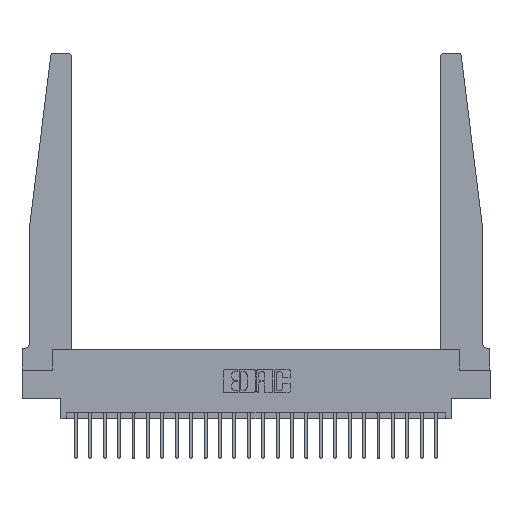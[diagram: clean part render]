
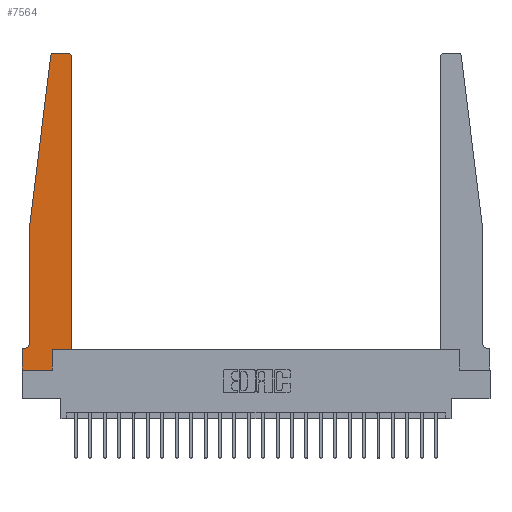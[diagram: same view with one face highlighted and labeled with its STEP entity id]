
A CAD part, top view. The second image highlights one B-rep face of the part: STEP entity #7564.
In plain terms, the highlighted planar face has unit normal (0, 0, 1).
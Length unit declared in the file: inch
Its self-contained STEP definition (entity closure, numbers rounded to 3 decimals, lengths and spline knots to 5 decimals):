
#66 = ORIENTED_EDGE ( 'NONE', *, *, #897, .T. ) ;
#517 = CARTESIAN_POINT ( 'NONE',  ( 0.2605, 0., 0.37 ) ) ;
#683 = CARTESIAN_POINT ( 'NONE',  ( 0.065, 0.1875, 0.37 ) ) ;
#713 = DIRECTION ( 'NONE',  ( 0., 0., 1. ) ) ;
#751 = DIRECTION ( 'NONE',  ( 1., 0., 0. ) ) ;
#869 = LINE ( 'NONE', #17704, #2394 ) ;
#875 = DIRECTION ( 'NONE',  ( -1., 0., 0. ) ) ;
#897 = EDGE_CURVE ( 'NONE', #16402, #7325, #19272, .T. ) ;
#1364 = VECTOR ( 'NONE', #21107, 39.37008 ) ;
#1674 = VECTOR ( 'NONE', #9284, 39.37008 ) ;
#1968 = CARTESIAN_POINT ( 'NONE',  ( 0., 0., 0.37 ) ) ;
#1983 = ORIENTED_EDGE ( 'NONE', *, *, #24067, .T. ) ;
#2394 = VECTOR ( 'NONE', #10394, 39.37008 ) ;
#2684 = CARTESIAN_POINT ( 'NONE',  ( 0., 0.1875, 0.37 ) ) ;
#3107 = CIRCLE ( 'NONE', #14582, 0.03 ) ;
#3385 = VERTEX_POINT ( 'NONE', #12943 ) ;
#3749 = CARTESIAN_POINT ( 'NONE',  ( 0.24675, 2.72367, 0.37 ) ) ;
#3999 = CIRCLE ( 'NONE', #10342, 0.03 ) ;
#4395 = CARTESIAN_POINT ( 'NONE',  ( 0., 0., 0.37 ) ) ;
#4444 = LINE ( 'NONE', #23560, #10558 ) ;
#4613 = DIRECTION ( 'NONE',  ( 1., 0., 0. ) ) ;
#4730 = ORIENTED_EDGE ( 'NONE', *, *, #15024, .T. ) ;
#5536 = LINE ( 'NONE', #16448, #22776 ) ;
#5789 = VECTOR ( 'NONE', #21007, 39.37008 ) ;
#6293 = CARTESIAN_POINT ( 'NONE',  ( 0.425, 0.18, 0.37 ) ) ;
#6358 = LINE ( 'NONE', #683, #21395 ) ;
#6385 = FACE_OUTER_BOUND ( 'NONE', #20607, .T. ) ;
#6551 = LINE ( 'NONE', #14483, #9182 ) ;
#6579 = DIRECTION ( 'NONE',  ( 0., 0., 1. ) ) ;
#7306 = EDGE_CURVE ( 'NONE', #7325, #16051, #5536, .T. ) ;
#7325 = VERTEX_POINT ( 'NONE', #1968 ) ;
#7349 = VERTEX_POINT ( 'NONE', #20402 ) ;
#7564 = ADVANCED_FACE ( 'NONE', ( #6385 ), #15811, .T. ) ;
#8172 = DIRECTION ( 'NONE',  ( 0., 0., -1. ) ) ;
#8334 = ORIENTED_EDGE ( 'NONE', *, *, #9481, .T. ) ;
#8340 = CARTESIAN_POINT ( 'NONE',  ( 0.27653, 2.72, 0.37 ) ) ;
#8824 = CARTESIAN_POINT ( 'NONE',  ( 0.395, 2.72, 0.37 ) ) ;
#9180 = CARTESIAN_POINT ( 'NONE',  ( 0.065, 0.2375, 0.37 ) ) ;
#9182 = VECTOR ( 'NONE', #14597, 39.37008 ) ;
#9284 = DIRECTION ( 'NONE',  ( -0.122, -0.992, 0. ) ) ;
#9297 = ORIENTED_EDGE ( 'NONE', *, *, #21549, .T. ) ;
#9481 = EDGE_CURVE ( 'NONE', #16051, #7349, #20984, .T. ) ;
#10342 = AXIS2_PLACEMENT_3D ( 'NONE', #8824, #6579, #16366 ) ;
#10371 = VERTEX_POINT ( 'NONE', #6293 ) ;
#10394 = DIRECTION ( 'NONE',  ( 0., -1., 0. ) ) ;
#10558 = VECTOR ( 'NONE', #751, 39.37008 ) ;
#10658 = ORIENTED_EDGE ( 'NONE', *, *, #22162, .T. ) ;
#10897 = EDGE_CURVE ( 'NONE', #3385, #16536, #13050, .T. ) ;
#11334 = CARTESIAN_POINT ( 'NONE',  ( 0.2605, 0.18, 0.37 ) ) ;
#11443 = VERTEX_POINT ( 'NONE', #12011 ) ;
#11752 = VERTEX_POINT ( 'NONE', #9180 ) ;
#12011 = CARTESIAN_POINT ( 'NONE',  ( 0.425, 2.72, 0.37 ) ) ;
#12074 = DIRECTION ( 'NONE',  ( -1., 0., 0. ) ) ;
#12560 = CARTESIAN_POINT ( 'NONE',  ( 0.25, 2.75, 0.37 ) ) ;
#12625 = CARTESIAN_POINT ( 'NONE',  ( 0.065, 1.25, 0.37 ) ) ;
#12943 = CARTESIAN_POINT ( 'NONE',  ( 0.395, 2.75, 0.37 ) ) ;
#13050 = LINE ( 'NONE', #12560, #15581 ) ;
#14046 = DIRECTION ( 'NONE',  ( 0., 0., 1. ) ) ;
#14483 = CARTESIAN_POINT ( 'NONE',  ( 0.425, 0.18, 0.37 ) ) ;
#14582 = AXIS2_PLACEMENT_3D ( 'NONE', #8340, #14046, #4613 ) ;
#14597 = DIRECTION ( 'NONE',  ( 0., 1., 0. ) ) ;
#14945 = EDGE_CURVE ( 'NONE', #11752, #20063, #18074, .T. ) ;
#15024 = EDGE_CURVE ( 'NONE', #7349, #10371, #4444, .T. ) ;
#15049 = CARTESIAN_POINT ( 'NONE',  ( 0.015, 0.1875, 0.37 ) ) ;
#15091 = CARTESIAN_POINT ( 'NONE',  ( 0.065, 1.25, 0.37 ) ) ;
#15581 = VECTOR ( 'NONE', #22093, 39.37008 ) ;
#15700 = AXIS2_PLACEMENT_3D ( 'NONE', #19685, #8172, #875 ) ;
#15811 = PLANE ( 'NONE',  #18754 ) ;
#15828 = ORIENTED_EDGE ( 'NONE', *, *, #22653, .T. ) ;
#16051 = VERTEX_POINT ( 'NONE', #517 ) ;
#16366 = DIRECTION ( 'NONE',  ( 1., 0., 0. ) ) ;
#16402 = VERTEX_POINT ( 'NONE', #16706 ) ;
#16448 = CARTESIAN_POINT ( 'NONE',  ( 0., 0., 0.37 ) ) ;
#16536 = VERTEX_POINT ( 'NONE', #23036 ) ;
#16706 = CARTESIAN_POINT ( 'NONE',  ( 0., 0.1875, 0.37 ) ) ;
#17214 = ORIENTED_EDGE ( 'NONE', *, *, #14945, .T. ) ;
#17704 = CARTESIAN_POINT ( 'NONE',  ( 0.065, 1.25, 0.37 ) ) ;
#17792 = DIRECTION ( 'NONE',  ( 1., 0., 0. ) ) ;
#17917 = ORIENTED_EDGE ( 'NONE', *, *, #18744, .T. ) ;
#18074 = CIRCLE ( 'NONE', #15700, 0.05 ) ;
#18095 = ORIENTED_EDGE ( 'NONE', *, *, #10897, .T. ) ;
#18420 = DIRECTION ( 'NONE',  ( 1., 0., 0. ) ) ;
#18744 = EDGE_CURVE ( 'NONE', #16536, #21816, #3107, .T. ) ;
#18754 = AXIS2_PLACEMENT_3D ( 'NONE', #2684, #713, #17792 ) ;
#19272 = LINE ( 'NONE', #4395, #5789 ) ;
#19685 = CARTESIAN_POINT ( 'NONE',  ( 0.015, 0.2375, 0.37 ) ) ;
#20063 = VERTEX_POINT ( 'NONE', #15049 ) ;
#20402 = CARTESIAN_POINT ( 'NONE',  ( 0.2605, 0.18, 0.37 ) ) ;
#20607 = EDGE_LOOP ( 'NONE', ( #18095, #17917, #20945, #1983, #17214, #9297, #66, #23762, #8334, #4730, #15828, #10658 ) ) ;
#20787 = LINE ( 'NONE', #15091, #1674 ) ;
#20945 = ORIENTED_EDGE ( 'NONE', *, *, #22715, .T. ) ;
#20984 = LINE ( 'NONE', #11334, #1364 ) ;
#21007 = DIRECTION ( 'NONE',  ( 0., -1., 0. ) ) ;
#21107 = DIRECTION ( 'NONE',  ( 0., 1., 0. ) ) ;
#21395 = VECTOR ( 'NONE', #12074, 39.37008 ) ;
#21549 = EDGE_CURVE ( 'NONE', #20063, #16402, #6358, .T. ) ;
#21816 = VERTEX_POINT ( 'NONE', #3749 ) ;
#22093 = DIRECTION ( 'NONE',  ( -1., 0., 0. ) ) ;
#22162 = EDGE_CURVE ( 'NONE', #11443, #3385, #3999, .T. ) ;
#22653 = EDGE_CURVE ( 'NONE', #10371, #11443, #6551, .T. ) ;
#22715 = EDGE_CURVE ( 'NONE', #21816, #24195, #20787, .T. ) ;
#22776 = VECTOR ( 'NONE', #18420, 39.37008 ) ;
#23036 = CARTESIAN_POINT ( 'NONE',  ( 0.27653, 2.75, 0.37 ) ) ;
#23560 = CARTESIAN_POINT ( 'NONE',  ( 0.425, 0.18, 0.37 ) ) ;
#23762 = ORIENTED_EDGE ( 'NONE', *, *, #7306, .T. ) ;
#24067 = EDGE_CURVE ( 'NONE', #24195, #11752, #869, .T. ) ;
#24195 = VERTEX_POINT ( 'NONE', #12625 ) ;
